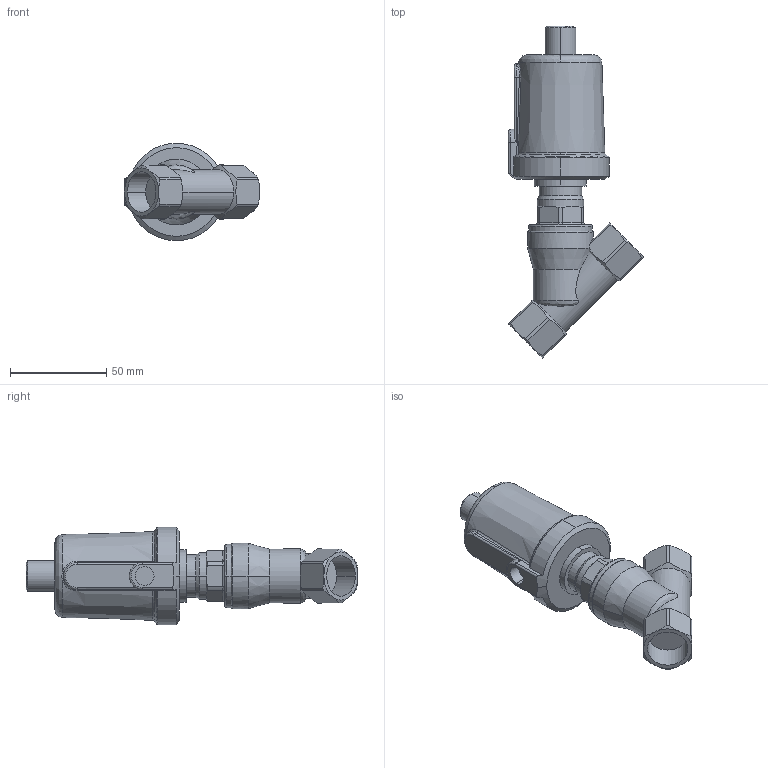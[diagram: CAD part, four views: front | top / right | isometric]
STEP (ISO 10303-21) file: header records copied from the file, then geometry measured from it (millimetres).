
FILE_DESCRIPTION (( 'STEP AP214' ), '1' );
FILE_NAME ('700 DN15 40mm.STEP', '2018-06-15T11:14:19', ( '' ), ( '' ), 'SwSTEP 2.0', 'SolidWorks 2015', '' );
FILE_SCHEMA (( 'AUTOMOTIVE_DESIGN' ));
Length unit declared in the file: millimetre
Products named in the file (1): 700 DN15 40mm
Bounding box: 70.13 x 172.07 x 50.5 mm (x, y, z)
Surface area: 27485.8 mm2 (no closed solid volume)
Topology: 0 solids, 3 shells, 150 faces, 373 edges, 233 vertices
Faces by surface type: cylinder 55, cone 33, plane 33, bspline 29
Entity records: 6163 total; most frequent: CARTESIAN_POINT 2858, ORIENTED_EDGE 740, DIRECTION 614, EDGE_CURVE 373, AXIS2_PLACEMENT_3D 254, VERTEX_POINT 233, EDGE_LOOP 157, ADVANCED_FACE 150
